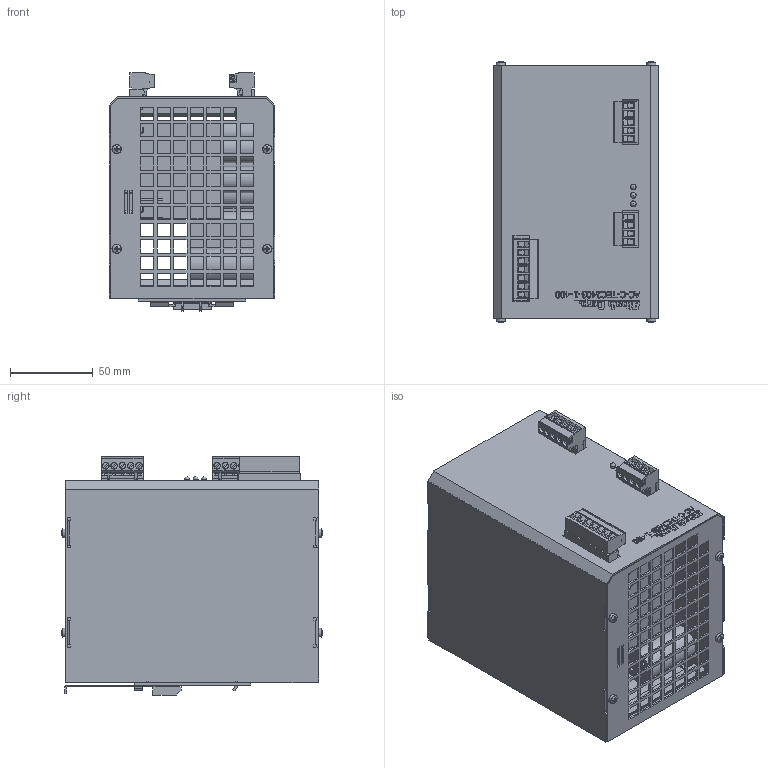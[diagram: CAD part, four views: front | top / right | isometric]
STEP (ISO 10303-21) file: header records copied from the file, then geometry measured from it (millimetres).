
FILE_DESCRIPTION(/* description */ (''),/* implementation_level */ '2;1');
FILE_NAME(/* name */ 'AC-C-TEC2403-1-400.stp',/* time_stamp */ '2023-06-13T14:19:15-04:00',/* author */ ('altec'),/* organization */ (''),/* preprocessor_version */ 'ST-DEVELOPER v19.2',/* originating_system */ 'Autodesk Inventor 2024',/* authorisation */ '');
FILE_SCHEMA (('AUTOMOTIVE_DESIGN { 1 0 10303 214 3 1 1 }'));
Products named in the file (1): AC-C-TEC2403-1-400
Bounding box: 100 x 157.22 x 143.6 mm (x, y, z)
Volume: 516948.9 mm3; surface area: 311788.2 mm2
Topology: 91 solids, 91 shells, 5292 faces, 14067 edges, 9100 vertices
Faces by surface type: plane 3855, cylinder 891, cone 347, bspline 119, torus 49, sphere 31
Full cylindrical faces by diameter (mm): 0.434 x4, 0.609 x3, 1.4 x3, 2.3 x4, 2.54 x2, 2.8 x2, 2.9 x16, 3 x3, 3.2 x8, 3.242 x12, 3.5 x3, 3.571 x4, 3.65 x9, 3.783 x16, 4 x45, 4.1 x4, 4.2 x3, 5.3 x6, 7.9 x3, 8 x9, 16 x10, 22 x1
Entity records: 171526 total; most frequent: CARTESIAN_POINT 33770, ORIENTED_EDGE 28084, DIRECTION 26421, EDGE_CURVE 14042, LINE 10131, VECTOR 10131, VERTEX_POINT 9100, AXIS2_PLACEMENT_3D 8145
